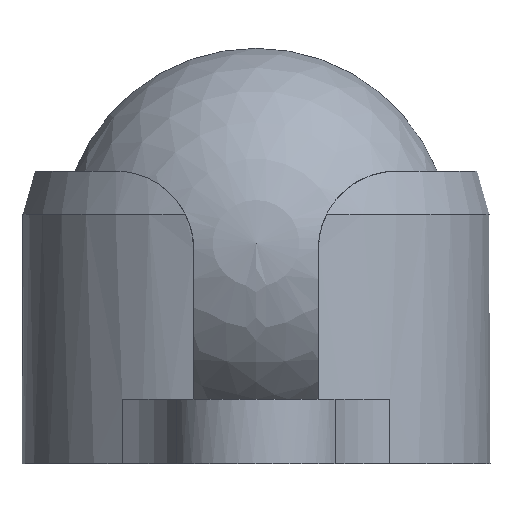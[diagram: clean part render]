
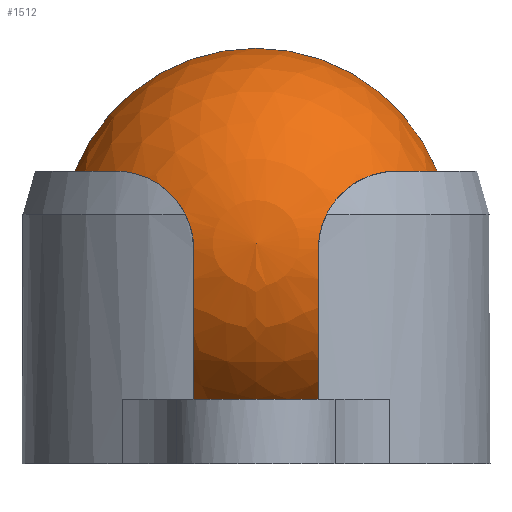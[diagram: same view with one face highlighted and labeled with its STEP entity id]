
A CAD part, left-side view. The second image highlights one B-rep face of the part: STEP entity #1512.
In plain terms, the highlighted spherical face has radius 6.35 mm.
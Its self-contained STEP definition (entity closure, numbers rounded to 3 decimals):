
#309 = CARTESIAN_POINT ( 'NONE',  ( -3.726, 4.572, 7.43 ) ) ;
#369 = CARTESIAN_POINT ( 'NONE',  ( -5.436, -2.832, 6.747 ) ) ;
#439 = CARTESIAN_POINT ( 'NONE',  ( -5.708, -2.483, 6.346 ) ) ;
#573 = VERTEX_POINT ( 'NONE', #14879 ) ;
#793 = CIRCLE ( 'NONE', #17005, 6.016 ) ;
#841 = DIRECTION ( 'NONE',  ( -1., 0., 0. ) ) ;
#1045 = ORIENTED_EDGE ( 'NONE', *, *, #3880, .T. ) ;
#1310 = EDGE_CURVE ( 'NONE', #11602, #11357, #13614, .T. ) ;
#1472 = ORIENTED_EDGE ( 'NONE', *, *, #4054, .T. ) ;
#1512 = ADVANCED_FACE ( 'NONE', ( #23566 ), #18371, .T. ) ;
#1515 = CARTESIAN_POINT ( 'NONE',  ( -5.221, 3.092, 6.96 ) ) ;
#1595 = CARTESIAN_POINT ( 'NONE',  ( -5.95, 2.146, 5.669 ) ) ;
#1669 = CARTESIAN_POINT ( 'NONE',  ( -5.783, 2.383, 6.191 ) ) ;
#2132 = EDGE_CURVE ( 'NONE', #11225, #8061, #7017, .T. ) ;
#2302 = CARTESIAN_POINT ( 'NONE',  ( 0., -2.032, 5.077 ) ) ;
#2571 = CARTESIAN_POINT ( 'NONE',  ( 0., 0., 7.43 ) ) ;
#2934 = CARTESIAN_POINT ( 'NONE',  ( -3.726, 4.572, 7.43 ) ) ;
#3017 = CARTESIAN_POINT ( 'NONE',  ( -4.035, 4.32, 7.43 ) ) ;
#3362 = ORIENTED_EDGE ( 'NONE', *, *, #1310, .T. ) ;
#3470 = CARTESIAN_POINT ( 'NONE',  ( 0., -5.898, 7.43 ) ) ;
#3584 = CARTESIAN_POINT ( 'NONE',  ( 0., 0., 5.077 ) ) ;
#3728 = VERTEX_POINT ( 'NONE', #309 ) ;
#3775 = DIRECTION ( 'NONE',  ( 0., -1., 0. ) ) ;
#3857 = CARTESIAN_POINT ( 'NONE',  ( -5.105, -3.226, 7.049 ) ) ;
#3880 = EDGE_CURVE ( 'NONE', #573, #3728, #12655, .T. ) ;
#3933 = CARTESIAN_POINT ( 'NONE',  ( -4.031, -4.316, 7.42 ) ) ;
#3981 = DIRECTION ( 'NONE',  ( -1., 0., 0. ) ) ;
#4011 = CARTESIAN_POINT ( 'NONE',  ( 0., 2.032, 5.077 ) ) ;
#4014 = CARTESIAN_POINT ( 'NONE',  ( -5.783, -2.383, 6.192 ) ) ;
#4054 = EDGE_CURVE ( 'NONE', #8061, #573, #10349, .T. ) ;
#4085 = CARTESIAN_POINT ( 'NONE',  ( -5.222, -3.09, 6.959 ) ) ;
#5244 = CARTESIAN_POINT ( 'NONE',  ( -6.019, 2.032, 5.09 ) ) ;
#5370 = CARTESIAN_POINT ( 'NONE',  ( -6.013, -2.032, 4.89 ) ) ;
#5567 = CIRCLE ( 'NONE', #23130, 6.016 ) ;
#5822 = CARTESIAN_POINT ( 'NONE',  ( -3.881, -4.446, 7.43 ) ) ;
#5956 = DIRECTION ( 'NONE',  ( 0., 0., -1. ) ) ;
#6057 = EDGE_CURVE ( 'NONE', #11357, #12937, #793, .T. ) ;
#6359 = DIRECTION ( 'NONE',  ( 0., 0., 1. ) ) ;
#6376 = CARTESIAN_POINT ( 'NONE',  ( -3.227, 2.032, 0. ) ) ;
#6951 = EDGE_LOOP ( 'NONE', ( #18881, #1472, #1045, #14285, #18825, #3362, #10469, #18133 ) ) ;
#7017 = CIRCLE ( 'NONE', #15053, 5.898 ) ;
#7061 = CARTESIAN_POINT ( 'NONE',  ( -6.008, 2.055, 5.286 ) ) ;
#7202 = CARTESIAN_POINT ( 'NONE',  ( -6.019, -2.032, 5.087 ) ) ;
#7674 = CARTESIAN_POINT ( 'NONE',  ( -3.726, -4.572, 7.43 ) ) ;
#7682 = VERTEX_POINT ( 'NONE', #9792 ) ;
#7811 = CARTESIAN_POINT ( 'NONE',  ( -4.732, -3.637, 7.255 ) ) ;
#8061 = VERTEX_POINT ( 'NONE', #3470 ) ;
#8398 = AXIS2_PLACEMENT_3D ( 'NONE', #3584, #3981, #5956 ) ;
#9054 = CARTESIAN_POINT ( 'NONE',  ( -6.008, -2.056, 5.287 ) ) ;
#9373 = CARTESIAN_POINT ( 'NONE',  ( -4.463, -3.911, 7.346 ) ) ;
#9792 = CARTESIAN_POINT ( 'NONE',  ( -6.013, 2.032, 4.89 ) ) ;
#10349 = CIRCLE ( 'NONE', #12992, 6.35 ) ;
#10469 = ORIENTED_EDGE ( 'NONE', *, *, #6057, .T. ) ;
#10535 = CARTESIAN_POINT ( 'NONE',  ( -4.324, 4.053, 7.393 ) ) ;
#11161 = EDGE_CURVE ( 'NONE', #3728, #7682, #14634, .T. ) ;
#11225 = VERTEX_POINT ( 'NONE', #16289 ) ;
#11357 = VERTEX_POINT ( 'NONE', #14166 ) ;
#11472 = EDGE_CURVE ( 'NONE', #12937, #11225, #22118, .T. ) ;
#11602 = VERTEX_POINT ( 'NONE', #6376 ) ;
#12457 = CARTESIAN_POINT ( 'NONE',  ( -4.861, 3.498, 7.197 ) ) ;
#12618 = DIRECTION ( 'NONE',  ( 1., 0., 0. ) ) ;
#12621 = CARTESIAN_POINT ( 'NONE',  ( -5.904, 2.214, 5.853 ) ) ;
#12655 = CIRCLE ( 'NONE', #20604, 5.898 ) ;
#12937 = VERTEX_POINT ( 'NONE', #18895 ) ;
#12992 = AXIS2_PLACEMENT_3D ( 'NONE', #13514, #841, #13680 ) ;
#13514 = CARTESIAN_POINT ( 'NONE',  ( 0., 0., 5.077 ) ) ;
#13614 = CIRCLE ( 'NONE', #14864, 3.814 ) ;
#13680 = DIRECTION ( 'NONE',  ( 0., 0., 1. ) ) ;
#14166 = CARTESIAN_POINT ( 'NONE',  ( -3.227, -2.032, 0. ) ) ;
#14285 = ORIENTED_EDGE ( 'NONE', *, *, #11161, .T. ) ;
#14433 = CARTESIAN_POINT ( 'NONE',  ( -5.106, 3.226, 7.049 ) ) ;
#14634 = B_SPLINE_CURVE_WITH_KNOTS ( 'NONE', 3,
 ( #2934, #3017, #10535, #17810, #12457, #14433, #1515, #21539, #17963, #16128, #1669, #12621, #1595, #7061, #5244, #18043 ),
 .UNSPECIFIED., .F., .F.,
 ( 4, 2, 2, 2, 2, 2, 2, 4 ),
 ( 0., 0.001, 0.002, 0.002, 0.003, 0.004, 0.004, 0.005 ),
 .UNSPECIFIED. ) ;
#14864 = AXIS2_PLACEMENT_3D ( 'NONE', #22692, #6359, #19174 ) ;
#14879 = CARTESIAN_POINT ( 'NONE',  ( 0., 5.898, 7.43 ) ) ;
#15053 = AXIS2_PLACEMENT_3D ( 'NONE', #19854, #16207, #12618 ) ;
#15443 = DIRECTION ( 'NONE',  ( 0., 0., 1. ) ) ;
#16128 = CARTESIAN_POINT ( 'NONE',  ( -5.707, 2.485, 6.348 ) ) ;
#16207 = DIRECTION ( 'NONE',  ( 0., 0., 1. ) ) ;
#16289 = CARTESIAN_POINT ( 'NONE',  ( -3.726, -4.572, 7.43 ) ) ;
#16804 = DIRECTION ( 'NONE',  ( 0., 0., -1. ) ) ;
#16935 = DIRECTION ( 'NONE',  ( 0., 1., 0. ) ) ;
#16962 = CARTESIAN_POINT ( 'NONE',  ( -5.905, -2.213, 5.851 ) ) ;
#17005 = AXIS2_PLACEMENT_3D ( 'NONE', #2302, #16935, #18903 ) ;
#17538 = DIRECTION ( 'NONE',  ( 1., 0., 0. ) ) ;
#17810 = CARTESIAN_POINT ( 'NONE',  ( -4.731, 3.638, 7.256 ) ) ;
#17963 = CARTESIAN_POINT ( 'NONE',  ( -5.534, 2.709, 6.625 ) ) ;
#18043 = CARTESIAN_POINT ( 'NONE',  ( -6.013, 2.032, 4.89 ) ) ;
#18133 = ORIENTED_EDGE ( 'NONE', *, *, #11472, .T. ) ;
#18371 = SPHERICAL_SURFACE ( 'NONE', #8398, 6.35 ) ;
#18557 = CARTESIAN_POINT ( 'NONE',  ( -4.86, -3.499, 7.197 ) ) ;
#18637 = CARTESIAN_POINT ( 'NONE',  ( -5.535, -2.709, 6.625 ) ) ;
#18709 = CARTESIAN_POINT ( 'NONE',  ( -4.321, -4.049, 7.379 ) ) ;
#18825 = ORIENTED_EDGE ( 'NONE', *, *, #21579, .T. ) ;
#18881 = ORIENTED_EDGE ( 'NONE', *, *, #2132, .T. ) ;
#18895 = CARTESIAN_POINT ( 'NONE',  ( -6.013, -2.032, 4.89 ) ) ;
#18903 = DIRECTION ( 'NONE',  ( 0., 0., 1. ) ) ;
#19174 = DIRECTION ( 'NONE',  ( 1., 0., 0. ) ) ;
#19854 = CARTESIAN_POINT ( 'NONE',  ( 0., 0., 7.43 ) ) ;
#20604 = AXIS2_PLACEMENT_3D ( 'NONE', #2571, #15443, #17538 ) ;
#21539 = CARTESIAN_POINT ( 'NONE',  ( -5.437, 2.831, 6.747 ) ) ;
#21579 = EDGE_CURVE ( 'NONE', #7682, #11602, #5567, .T. ) ;
#21832 = CARTESIAN_POINT ( 'NONE',  ( -5.95, -2.147, 5.669 ) ) ;
#22118 = B_SPLINE_CURVE_WITH_KNOTS ( 'NONE', 3,
 ( #5370, #7202, #9054, #21832, #16962, #4014, #439, #18637, #369, #4085, #3857, #18557, #7811, #9373, #18709, #3933, #5822, #7674 ),
 .UNSPECIFIED., .F., .F.,
 ( 4, 2, 2, 2, 2, 2, 2, 2, 4 ),
 ( 0., 0.001, 0.001, 0.002, 0.003, 0.003, 0.004, 0.004, 0.005 ),
 .UNSPECIFIED. ) ;
#22692 = CARTESIAN_POINT ( 'NONE',  ( 0., 0., 0. ) ) ;
#23130 = AXIS2_PLACEMENT_3D ( 'NONE', #4011, #3775, #16804 ) ;
#23566 = FACE_OUTER_BOUND ( 'NONE', #6951, .T. ) ;
